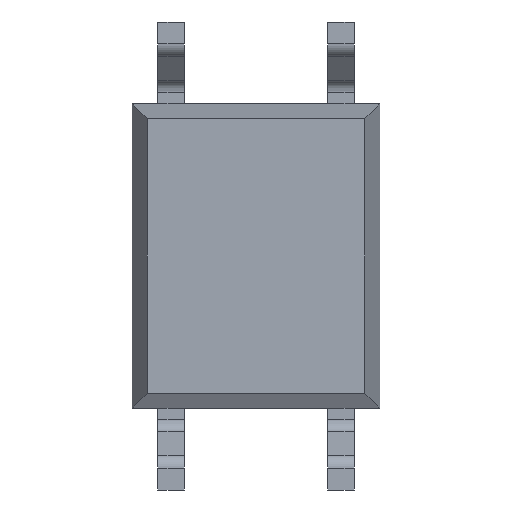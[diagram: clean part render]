
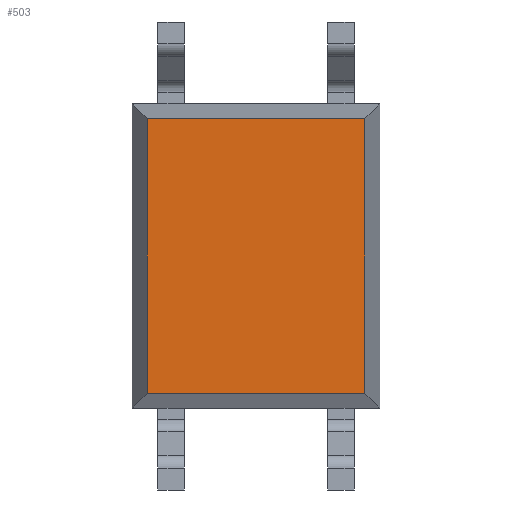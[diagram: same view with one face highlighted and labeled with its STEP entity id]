
A CAD part, front view. The second image highlights one B-rep face of the part: STEP entity #503.
In plain terms, the highlighted planar face has unit normal (0, -1, 0).
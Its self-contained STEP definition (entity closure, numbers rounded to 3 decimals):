
#385=VERTEX_POINT('NONE',#386);
#386=CARTESIAN_POINT('',(1.627,-1.05,2.052));
#392=EDGE_CURVE('NONE',#385,#393,#395,.T.);
#393=VERTEX_POINT('NONE',#394);
#394=CARTESIAN_POINT('',(1.627,-1.05,-2.052));
#395=LINE('',#396,#397);
#396=CARTESIAN_POINT('',(1.627,-1.05,-2.275));
#397=VECTOR('',#398,1.0);
#398=DIRECTION('',(0.0,0.0,-1.0));
#416=VERTEX_POINT('NONE',#417);
#417=CARTESIAN_POINT('',(-1.627,-1.05,2.052));
#423=EDGE_CURVE('NONE',#416,#385,#424,.T.);
#424=LINE('',#425,#426);
#425=CARTESIAN_POINT('',(-1.85,-1.05,2.052));
#426=VECTOR('',#427,1.0);
#427=DIRECTION('',(1.0,0.0,0.));
#454=VERTEX_POINT('NONE',#455);
#455=CARTESIAN_POINT('',(-1.627,-1.05,-2.052));
#461=EDGE_CURVE('NONE',#454,#416,#462,.T.);
#462=LINE('',#463,#464);
#463=CARTESIAN_POINT('',(-1.627,-1.05,-2.275));
#464=VECTOR('',#465,1.0);
#465=DIRECTION('',(0.,0.0,1.0));
#478=EDGE_CURVE('NONE',#393,#454,#479,.T.);
#479=LINE('',#480,#481);
#480=CARTESIAN_POINT('',(-1.85,-1.05,-2.052));
#481=VECTOR('',#482,1.0);
#482=DIRECTION('',(-1.0,0.0,0.));
#503=ADVANCED_FACE('NONE',(#504),#510,.T.);
#504=FACE_BOUND('NONE',#505,.T.);
#505=EDGE_LOOP('',(#506,#507,#508,#509));
#506=ORIENTED_EDGE('',*,*,#392,.F.);
#507=ORIENTED_EDGE('',*,*,#423,.F.);
#508=ORIENTED_EDGE('',*,*,#461,.F.);
#509=ORIENTED_EDGE('',*,*,#478,.F.);
#510=PLANE('',#511);
#511=AXIS2_PLACEMENT_3D('',#512,#513,#514);
#512=CARTESIAN_POINT('',(0.0,-1.05,0.0));
#513=DIRECTION('',(0.0,-1.0,0.0));
#514=DIRECTION('',(0.0,0.0,1.0));
